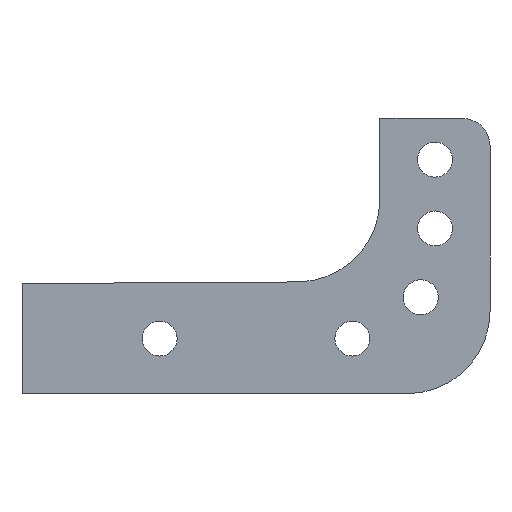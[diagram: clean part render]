
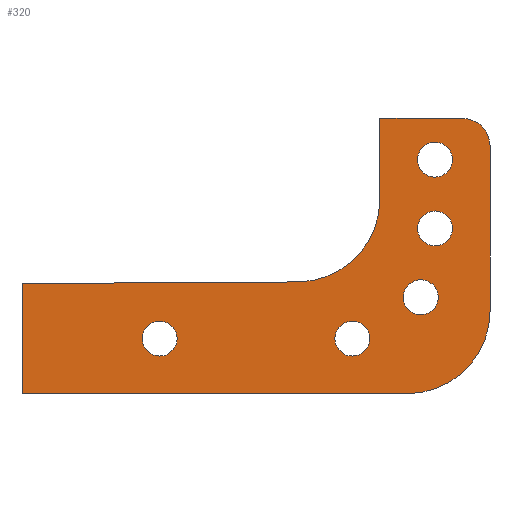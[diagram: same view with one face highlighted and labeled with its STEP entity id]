
A CAD part, front view. The second image highlights one B-rep face of the part: STEP entity #320.
In plain terms, the highlighted planar face has unit normal (0, -1, 0).
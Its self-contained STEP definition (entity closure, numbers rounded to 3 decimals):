
#20=FACE_BOUND('',#70,.T.);
#21=FACE_BOUND('',#71,.T.);
#22=FACE_BOUND('',#72,.T.);
#23=FACE_BOUND('',#73,.T.);
#24=FACE_BOUND('',#74,.T.);
#32=PLANE('',#366);
#48=FACE_OUTER_BOUND('',#69,.T.);
#69=EDGE_LOOP('',(#283,#284,#285,#286,#287,#288,#289,#290,#291));
#70=EDGE_LOOP('',(#292));
#71=EDGE_LOOP('',(#293));
#72=EDGE_LOOP('',(#294));
#73=EDGE_LOOP('',(#295));
#74=EDGE_LOOP('',(#296));
#80=LINE('',#493,#106);
#85=LINE('',#507,#111);
#88=LINE('',#513,#114);
#92=LINE('',#525,#118);
#95=LINE('',#531,#121);
#98=LINE('',#537,#124);
#106=VECTOR('',#406,10.);
#111=VECTOR('',#419,10.);
#114=VECTOR('',#424,10.);
#118=VECTOR('',#436,10.);
#121=VECTOR('',#441,10.);
#124=VECTOR('',#446,10.);
#128=CIRCLE('',#337,6.35);
#130=CIRCLE('',#340,6.35);
#132=CIRCLE('',#343,6.35);
#134=CIRCLE('',#346,6.35);
#136=CIRCLE('',#349,6.35);
#137=CIRCLE('',#352,10.);
#139=CIRCLE('',#357,30.);
#141=CIRCLE('',#363,30.);
#144=VERTEX_POINT('',#463);
#146=VERTEX_POINT('',#469);
#148=VERTEX_POINT('',#475);
#150=VERTEX_POINT('',#481);
#152=VERTEX_POINT('',#487);
#153=VERTEX_POINT('',#491);
#154=VERTEX_POINT('',#492);
#157=VERTEX_POINT('',#500);
#159=VERTEX_POINT('',#506);
#161=VERTEX_POINT('',#512);
#163=VERTEX_POINT('',#518);
#165=VERTEX_POINT('',#524);
#167=VERTEX_POINT('',#530);
#169=VERTEX_POINT('',#536);
#173=EDGE_CURVE('',#144,#144,#128,.T.);
#176=EDGE_CURVE('',#146,#146,#130,.T.);
#179=EDGE_CURVE('',#148,#148,#132,.T.);
#182=EDGE_CURVE('',#150,#150,#134,.T.);
#185=EDGE_CURVE('',#152,#152,#136,.T.);
#186=EDGE_CURVE('',#153,#154,#80,.T.);
#190=EDGE_CURVE('',#157,#154,#137,.T.);
#193=EDGE_CURVE('',#157,#159,#85,.T.);
#196=EDGE_CURVE('',#159,#161,#88,.T.);
#199=EDGE_CURVE('',#161,#163,#139,.T.);
#202=EDGE_CURVE('',#163,#165,#92,.T.);
#205=EDGE_CURVE('',#167,#165,#95,.T.);
#208=EDGE_CURVE('',#167,#169,#98,.T.);
#211=EDGE_CURVE('',#153,#169,#141,.T.);
#283=ORIENTED_EDGE('',*,*,#211,.F.);
#284=ORIENTED_EDGE('',*,*,#186,.T.);
#285=ORIENTED_EDGE('',*,*,#190,.F.);
#286=ORIENTED_EDGE('',*,*,#193,.T.);
#287=ORIENTED_EDGE('',*,*,#196,.T.);
#288=ORIENTED_EDGE('',*,*,#199,.T.);
#289=ORIENTED_EDGE('',*,*,#202,.T.);
#290=ORIENTED_EDGE('',*,*,#205,.F.);
#291=ORIENTED_EDGE('',*,*,#208,.T.);
#292=ORIENTED_EDGE('',*,*,#185,.F.);
#293=ORIENTED_EDGE('',*,*,#182,.F.);
#294=ORIENTED_EDGE('',*,*,#179,.F.);
#295=ORIENTED_EDGE('',*,*,#176,.F.);
#296=ORIENTED_EDGE('',*,*,#173,.F.);
#320=ADVANCED_FACE('',(#48,#20,#21,#22,#23,#24),#32,.F.);
#337=AXIS2_PLACEMENT_3D('',#465,#374,#375);
#340=AXIS2_PLACEMENT_3D('',#471,#381,#382);
#343=AXIS2_PLACEMENT_3D('',#477,#388,#389);
#346=AXIS2_PLACEMENT_3D('',#483,#395,#396);
#349=AXIS2_PLACEMENT_3D('',#489,#402,#403);
#352=AXIS2_PLACEMENT_3D('',#501,#412,#413);
#357=AXIS2_PLACEMENT_3D('',#519,#429,#430);
#363=AXIS2_PLACEMENT_3D('',#542,#451,#452);
#366=AXIS2_PLACEMENT_3D('',#545,#457,#458);
#374=DIRECTION('center_axis',(0.,-1.,0.));
#375=DIRECTION('ref_axis',(1.,0.,0.));
#381=DIRECTION('center_axis',(0.,-1.,0.));
#382=DIRECTION('ref_axis',(1.,0.,0.));
#388=DIRECTION('center_axis',(0.,-1.,0.));
#389=DIRECTION('ref_axis',(1.,0.,0.));
#395=DIRECTION('center_axis',(0.,-1.,0.));
#396=DIRECTION('ref_axis',(1.,0.,0.));
#402=DIRECTION('center_axis',(0.,-1.,0.));
#403=DIRECTION('ref_axis',(1.,0.,0.));
#406=DIRECTION('',(0.,0.,1.));
#412=DIRECTION('center_axis',(0.,1.,0.));
#413=DIRECTION('ref_axis',(0.,0.,1.));
#419=DIRECTION('',(-1.,0.,0.));
#424=DIRECTION('',(0.,0.,-1.));
#429=DIRECTION('center_axis',(0.,1.,0.));
#430=DIRECTION('ref_axis',(1.,0.,0.));
#436=DIRECTION('',(-1.,0.,-0.006));
#441=DIRECTION('',(0.,0.,1.));
#446=DIRECTION('',(1.,0.,0.));
#451=DIRECTION('center_axis',(0.,1.,0.));
#452=DIRECTION('ref_axis',(1.,0.,0.));
#457=DIRECTION('center_axis',(0.,1.,0.));
#458=DIRECTION('ref_axis',(1.,0.,0.));
#463=CARTESIAN_POINT('',(51.92,0.,44.252));
#465=CARTESIAN_POINT('Origin',(58.27,0.,44.252));
#469=CARTESIAN_POINT('',(57.064,0.,94.252));
#471=CARTESIAN_POINT('Origin',(63.414,0.,94.252));
#475=CARTESIAN_POINT('',(-42.936,0.,29.252));
#477=CARTESIAN_POINT('Origin',(-36.586,0.,29.252));
#481=CARTESIAN_POINT('',(27.064,0.,29.252));
#483=CARTESIAN_POINT('Origin',(33.414,0.,29.252));
#487=CARTESIAN_POINT('',(57.093,0.,69.252));
#489=CARTESIAN_POINT('Origin',(63.443,0.,69.252));
#491=CARTESIAN_POINT('',(83.414,0.,39.252));
#492=CARTESIAN_POINT('',(83.414,0.,99.252));
#493=CARTESIAN_POINT('',(83.414,0.,39.252));
#500=CARTESIAN_POINT('',(73.414,0.,109.252));
#501=CARTESIAN_POINT('Origin',(73.414,0.,99.252));
#506=CARTESIAN_POINT('',(43.414,0.,109.252));
#507=CARTESIAN_POINT('',(73.414,0.,109.252));
#512=CARTESIAN_POINT('',(43.414,0.,79.828));
#513=CARTESIAN_POINT('',(43.414,0.,109.252));
#518=CARTESIAN_POINT('',(13.587,0.,49.828));
#519=CARTESIAN_POINT('Origin',(13.414,0.,79.828));
#524=CARTESIAN_POINT('',(-86.586,0.,49.252));
#525=CARTESIAN_POINT('',(13.587,0.,49.828));
#530=CARTESIAN_POINT('',(-86.586,0.,9.252));
#531=CARTESIAN_POINT('',(-86.586,0.,9.252));
#536=CARTESIAN_POINT('',(53.414,0.,9.252));
#537=CARTESIAN_POINT('',(-86.586,0.,9.252));
#542=CARTESIAN_POINT('Origin',(53.414,0.,39.252));
#545=CARTESIAN_POINT('Origin',(-1.586,0.,59.252));
